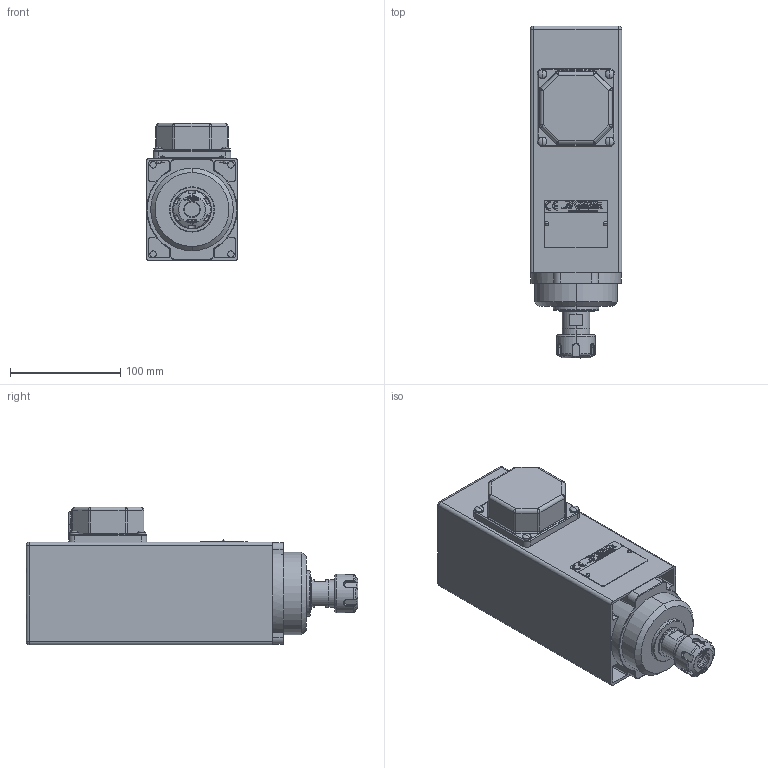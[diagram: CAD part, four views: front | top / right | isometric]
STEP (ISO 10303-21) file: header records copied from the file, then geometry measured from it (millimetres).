
FILE_DESCRIPTION(('HOOPS Exchange Step'),'2;1');
FILE_NAME('export-73A31841-4AA2-4C72-9CE8-0D1CF5824B30.stp','2023-10-05T16:47:51+02:00',('Gebruiker'),('Alibre'),'HOOPS Exchange 2022.0','Alibre','Unknown authorisation');
FILE_SCHEMA( ('AP242_MANAGED_MODEL_BASED_3D_ENGINEERING_MIM_LF {1 0 10303 442 1 1 4 }') );
Length unit declared in the file: millimetre
Products named in the file (1): 742 Teknomotor C4147-C-SB-P-ER20-2.2kW-18.000RPM
Bounding box: 83 x 301 x 124.7 mm (x, y, z)
Surface area: 176305.5 mm2 (no closed solid volume)
Topology: 0 solids, 1575 shells, 1674 faces, 8554 edges, 8328 vertices
Faces by surface type: plane 1160, cylinder 340, bspline 68, cone 56, torus 25, sphere 25
Entity records: 101958 total; most frequent: CARTESIAN_POINT 30447, DIRECTION 12751, ORIENTED_EDGE 8724, EDGE_CURVE 8521, VERTEX_POINT 8328, VECTOR 6587, LINE 6587, STYLED_ITEM 3150
